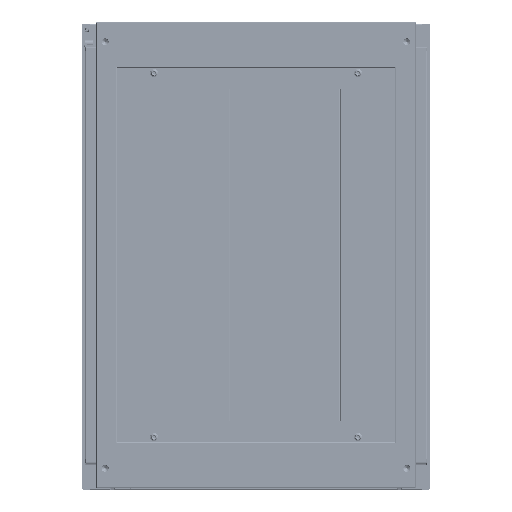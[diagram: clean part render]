
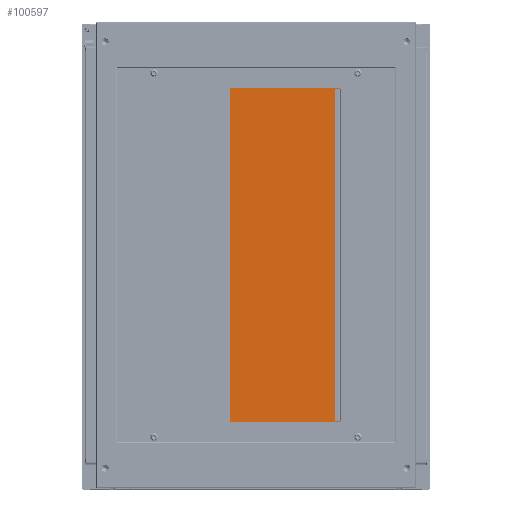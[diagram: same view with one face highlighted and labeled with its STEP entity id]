
A CAD part, top view. The second image highlights one B-rep face of the part: STEP entity #100597.
In plain terms, the highlighted face is planar.
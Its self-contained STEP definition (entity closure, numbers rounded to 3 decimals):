
#1251 = LINE ( 'NONE', #73831, #1267 ) ;
#1267 = VECTOR ( 'NONE', #73841, 1000. ) ;
#1275 = LINE ( 'NONE', #73848, #1277 ) ;
#1277 = VECTOR ( 'NONE', #73849, 1000. ) ;
#1278 = LINE ( 'NONE', #73852, #1280 ) ;
#1280 = VECTOR ( 'NONE', #73854, 1000. ) ;
#1282 = LINE ( 'NONE', #73856, #1284 ) ;
#1284 = VECTOR ( 'NONE', #73858, 1000. ) ;
#1286 = LINE ( 'NONE', #73861, #1288 ) ;
#1288 = VECTOR ( 'NONE', #73863, 1000. ) ;
#1290 = LINE ( 'NONE', #73865, #1292 ) ;
#1292 = VECTOR ( 'NONE', #73867, 1000. ) ;
#1293 = LINE ( 'NONE', #73869, #1294 ) ;
#1294 = VECTOR ( 'NONE', #73871, 1000. ) ;
#1296 = LINE ( 'NONE', #73873, #1298 ) ;
#1298 = VECTOR ( 'NONE', #73875, 1000. ) ;
#17241 = CARTESIAN_POINT ( 'NONE',  ( -285., -99., 1.5 ) ) ;
#17257 = CARTESIAN_POINT ( 'NONE',  ( -300., -99., 1.5 ) ) ;
#17303 = CARTESIAN_POINT ( 'NONE',  ( 300., 99., 1.5 ) ) ;
#17349 = CARTESIAN_POINT ( 'NONE',  ( 300., -99., 1.5 ) ) ;
#17352 = CARTESIAN_POINT ( 'NONE',  ( 285., -99., 1.5 ) ) ;
#17373 = CARTESIAN_POINT ( 'NONE',  ( -300., 99., 1.5 ) ) ;
#17442 = CARTESIAN_POINT ( 'NONE',  ( -285., -97.99, 1.5 ) ) ;
#17467 = CARTESIAN_POINT ( 'NONE',  ( 285., -97.99, 1.5 ) ) ;
#20055 = ORIENTED_EDGE ( 'NONE', *, *, #132095, .F. ) ;
#20059 = ORIENTED_EDGE ( 'NONE', *, *, #132094, .T. ) ;
#20063 = ORIENTED_EDGE ( 'NONE', *, *, #132089, .T. ) ;
#20067 = ORIENTED_EDGE ( 'NONE', *, *, #132087, .T. ) ;
#20071 = ORIENTED_EDGE ( 'NONE', *, *, #132093, .T. ) ;
#20075 = ORIENTED_EDGE ( 'NONE', *, *, #132090, .T. ) ;
#20079 = ORIENTED_EDGE ( 'NONE', *, *, #132091, .T. ) ;
#20083 = ORIENTED_EDGE ( 'NONE', *, *, #132092, .F. ) ;
#64093 = VERTEX_POINT ( 'NONE', #17241 ) ;
#64109 = VERTEX_POINT ( 'NONE', #17257 ) ;
#64155 = VERTEX_POINT ( 'NONE', #17303 ) ;
#64201 = VERTEX_POINT ( 'NONE', #17349 ) ;
#64204 = VERTEX_POINT ( 'NONE', #17352 ) ;
#64225 = VERTEX_POINT ( 'NONE', #17373 ) ;
#64294 = VERTEX_POINT ( 'NONE', #17442 ) ;
#64319 = VERTEX_POINT ( 'NONE', #17467 ) ;
#73831 = CARTESIAN_POINT ( 'NONE',  ( -300., 99., 1.5 ) ) ;
#73841 = DIRECTION ( 'NONE',  ( -1., 0., 0. ) ) ;
#73848 = CARTESIAN_POINT ( 'NONE',  ( -300., 99., 1.5 ) ) ;
#73849 = DIRECTION ( 'NONE',  ( 0., -1., 0. ) ) ;
#73852 = CARTESIAN_POINT ( 'NONE',  ( -300., -99., 1.5 ) ) ;
#73854 = DIRECTION ( 'NONE',  ( 1., 0., 0. ) ) ;
#73856 = CARTESIAN_POINT ( 'NONE',  ( 285., -98., 1.5 ) ) ;
#73858 = DIRECTION ( 'NONE',  ( 0., -1., 0. ) ) ;
#73861 = CARTESIAN_POINT ( 'NONE',  ( 285., -97.99, 1.5 ) ) ;
#73863 = DIRECTION ( 'NONE',  ( -1., 0., 0. ) ) ;
#73865 = CARTESIAN_POINT ( 'NONE',  ( 300., 99., 1.5 ) ) ;
#73867 = DIRECTION ( 'NONE',  ( 0., 1., 0. ) ) ;
#73869 = CARTESIAN_POINT ( 'NONE',  ( -300., -99., 1.5 ) ) ;
#73871 = DIRECTION ( 'NONE',  ( 1., 0., 0. ) ) ;
#73873 = CARTESIAN_POINT ( 'NONE',  ( -285., -98., 1.5 ) ) ;
#73875 = DIRECTION ( 'NONE',  ( 0., -1., 0. ) ) ;
#85817 = FACE_OUTER_BOUND ( 'NONE', #128168, .T. ) ;
#100597 = ADVANCED_FACE ( 'NONE', ( #85817 ), #107102, .T. ) ;
#107093 = CARTESIAN_POINT ( 'NONE',  ( -300., -99., 1.5 ) ) ;
#107102 = PLANE ( 'NONE',  #123643 ) ;
#107113 = DIRECTION ( 'NONE',  ( 0., 0., 1. ) ) ;
#107115 = DIRECTION ( 'NONE',  ( 1., 0., 0. ) ) ;
#123643 = AXIS2_PLACEMENT_3D ( 'NONE', #107093, #107113, #107115 ) ;
#128168 = EDGE_LOOP ( 'NONE', ( #20083, #20079, #20075, #20071, #20067, #20063, #20059, #20055 ) ) ;
#132087 = EDGE_CURVE ( 'NONE', #64155, #64225, #1251, .T. ) ;
#132089 = EDGE_CURVE ( 'NONE', #64225, #64109, #1275, .T. ) ;
#132090 = EDGE_CURVE ( 'NONE', #64204, #64201, #1278, .T. ) ;
#132091 = EDGE_CURVE ( 'NONE', #64319, #64204, #1282, .T. ) ;
#132092 = EDGE_CURVE ( 'NONE', #64319, #64294, #1286, .T. ) ;
#132093 = EDGE_CURVE ( 'NONE', #64201, #64155, #1290, .T. ) ;
#132094 = EDGE_CURVE ( 'NONE', #64109, #64093, #1293, .T. ) ;
#132095 = EDGE_CURVE ( 'NONE', #64294, #64093, #1296, .T. ) ;
